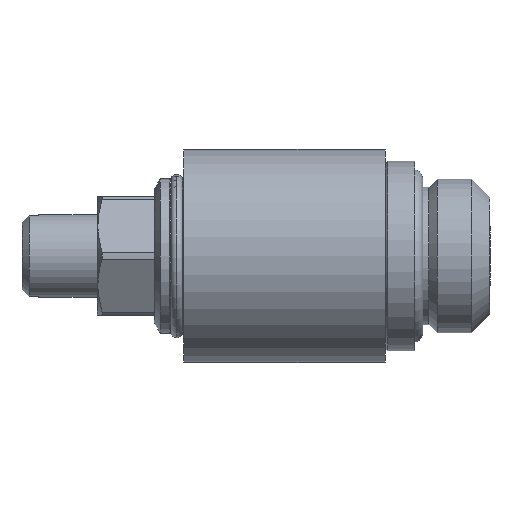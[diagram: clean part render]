
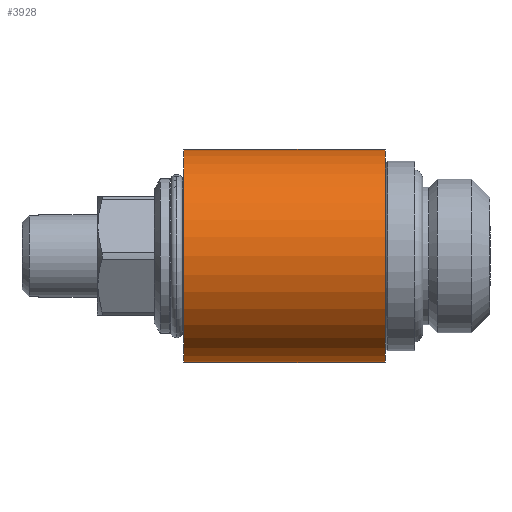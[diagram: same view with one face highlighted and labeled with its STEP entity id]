
A CAD part, left-side view. The second image highlights one B-rep face of the part: STEP entity #3928.
In plain terms, the highlighted cylindrical face has radius 9 mm (diameter 18 mm), a partial arc.
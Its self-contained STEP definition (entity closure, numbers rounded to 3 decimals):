
#1 = CIRCLE ( 'NONE', #6, 9. ) ;
#2 = DIRECTION ( 'NONE',  ( 0., -1., 0. ) ) ;
#4 = DIRECTION ( 'NONE',  ( 0., 0., -1. ) ) ;
#5 = CARTESIAN_POINT ( 'NONE',  ( 0., 26.2, 0. ) ) ;
#6 = AXIS2_PLACEMENT_3D ( 'NONE', #5, #2, #4 ) ;
#742 = CIRCLE ( 'NONE', #745, 9. ) ;
#743 = CARTESIAN_POINT ( 'NONE',  ( 0., 9.2, 0. ) ) ;
#745 = AXIS2_PLACEMENT_3D ( 'NONE', #743, #747, #746 ) ;
#746 = DIRECTION ( 'NONE',  ( 0., 0., 1. ) ) ;
#747 = DIRECTION ( 'NONE',  ( 0., 1., 0. ) ) ;
#955 = CARTESIAN_POINT ( 'NONE',  ( 0., 9.2, -9. ) ) ;
#956 = CARTESIAN_POINT ( 'NONE',  ( 0., 26.2, 9. ) ) ;
#1581 = CARTESIAN_POINT ( 'NONE',  ( 0., 9.2, 9. ) ) ;
#1696 = DIRECTION ( 'NONE',  ( 0., 1., 0. ) ) ;
#1705 = DIRECTION ( 'NONE',  ( 0., 1., 0. ) ) ;
#1706 = VECTOR ( 'NONE', #1705, 1000. ) ;
#1707 = CARTESIAN_POINT ( 'NONE',  ( 0., 32.286, -9. ) ) ;
#1762 = LINE ( 'NONE', #1707, #1706 ) ;
#1765 = VECTOR ( 'NONE', #1696, 1000. ) ;
#1766 = CARTESIAN_POINT ( 'NONE',  ( 0., 32.286, 9. ) ) ;
#1767 = LINE ( 'NONE', #1766, #1765 ) ;
#1955 = CARTESIAN_POINT ( 'NONE',  ( 0., 26.2, -9. ) ) ;
#2985 = DIRECTION ( 'NONE',  ( 0., 0., 1. ) ) ;
#2986 = DIRECTION ( 'NONE',  ( 0., 1., 0. ) ) ;
#3006 = CARTESIAN_POINT ( 'NONE',  ( 0., 32.286, 0. ) ) ;
#3007 = FACE_OUTER_BOUND ( 'NONE', #3914, .T. ) ;
#3032 = AXIS2_PLACEMENT_3D ( 'NONE', #3006, #2986, #2985 ) ;
#3033 = CYLINDRICAL_SURFACE ( 'NONE', #3032, 9. ) ;
#3490 = EDGE_CURVE ( 'NONE', #4058, #4028, #742, .T. ) ;
#3491 = ORIENTED_EDGE ( 'NONE', *, *, #4080, .F. ) ;
#3509 = ORIENTED_EDGE ( 'NONE', *, *, #3510, .T. ) ;
#3510 = EDGE_CURVE ( 'NONE', #4057, #4146, #1, .T. ) ;
#3520 = ORIENTED_EDGE ( 'NONE', *, *, #3490, .T. ) ;
#3527 = ORIENTED_EDGE ( 'NONE', *, *, #4071, .T. ) ;
#3914 = EDGE_LOOP ( 'NONE', ( #3491, #3520, #3527, #3509 ) ) ;
#3928 = ADVANCED_FACE ( 'NONE', ( #3007 ), #3033, .T. ) ;
#4028 = VERTEX_POINT ( 'NONE', #1581 ) ;
#4057 = VERTEX_POINT ( 'NONE', #956 ) ;
#4058 = VERTEX_POINT ( 'NONE', #955 ) ;
#4071 = EDGE_CURVE ( 'NONE', #4028, #4057, #1767, .T. ) ;
#4080 = EDGE_CURVE ( 'NONE', #4058, #4146, #1762, .T. ) ;
#4146 = VERTEX_POINT ( 'NONE', #1955 ) ;
